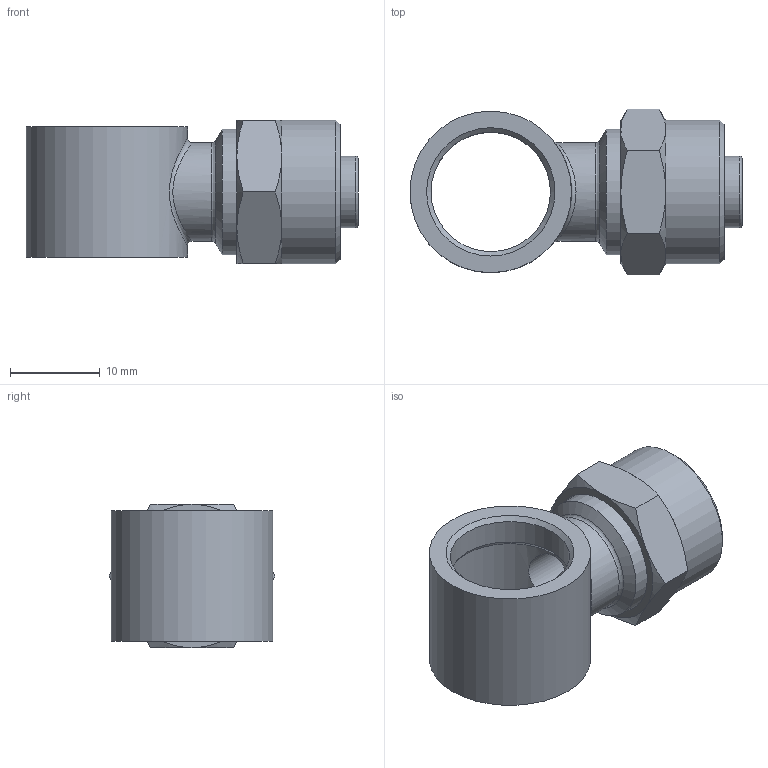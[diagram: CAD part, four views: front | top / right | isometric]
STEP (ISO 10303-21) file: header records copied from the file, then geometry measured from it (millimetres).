
FILE_DESCRIPTION(/* description */ (''),/* implementation_level */ '2;1');
FILE_NAME(/* name */ 'lk_148_msv.stp',/* time_stamp */ '2017-02-14T10:47:01+01:00',/* author */ ('leitheußer'),/* organization */ (''),/* preprocessor_version */ 'ST-DEVELOPER v15.6',/* originating_system */ 'Autodesk Inventor LT ',/* authorisation */ '');
FILE_SCHEMA (('AUTOMOTIVE_DESIGN { 1 0 10303 214 3 1 1 }'));
Length unit declared in the file: millimetre
Products named in the file (1): RA16114108NI
Bounding box: 37 x 18.48 x 16 mm (x, y, z)
Volume: 3752.6 mm3; surface area: 4043.8 mm2
Topology: 2 solids, 2 shells, 52 faces, 108 edges, 63 vertices
Faces by surface type: cone 22, cylinder 13, plane 13, torus 3, bspline 1
Full cylindrical faces by diameter (mm): 6.5 x1, 8 x1, 9 x1, 10.2 x1, 11 x1, 13 x2, 13.3 x2, 14 x2, 16 x1, 18 x1
Entity records: 1528 total; most frequent: CARTESIAN_POINT 516, DIRECTION 196, ORIENTED_EDGE 154, AXIS2_PLACEMENT_3D 95, EDGE_LOOP 87, EDGE_CURVE 77, VERTEX_POINT 58, STYLED_ITEM 54
